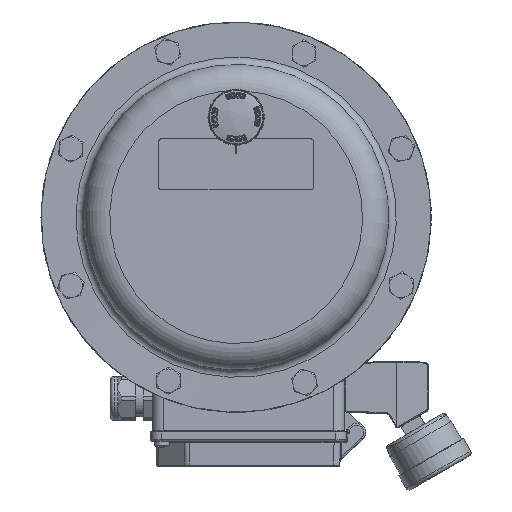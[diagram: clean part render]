
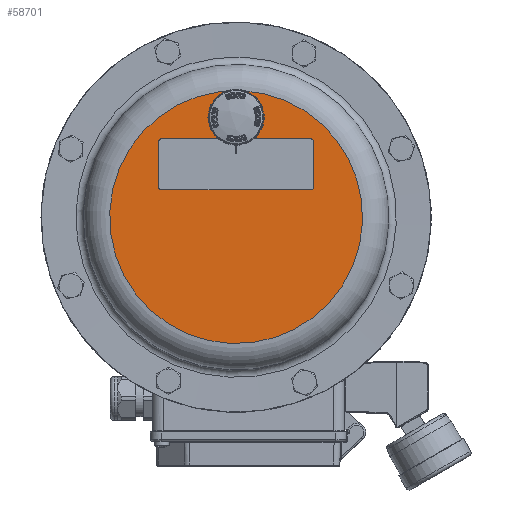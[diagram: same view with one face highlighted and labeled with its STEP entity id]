
A CAD part, top view. The second image highlights one B-rep face of the part: STEP entity #58701.
In plain terms, the highlighted planar face has unit normal (0, 0, 1).
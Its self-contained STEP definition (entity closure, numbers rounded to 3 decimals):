
#2447=FACE_BOUND('',#15847,.T.);
#2448=FACE_BOUND('',#15848,.T.);
#4755=LINE('',#116577,#8003);
#4759=LINE('',#116586,#8007);
#4762=LINE('',#116594,#8010);
#4765=LINE('',#116602,#8013);
#8003=VECTOR('',#75252,1000.);
#8007=VECTOR('',#75262,1000.);
#8010=VECTOR('',#75271,1000.);
#8013=VECTOR('',#75280,1000.);
#9857=PLANE('',#63614);
#12377=FACE_OUTER_BOUND('',#15846,.T.);
#15846=EDGE_LOOP('',(#47145));
#15847=EDGE_LOOP('',(#47146,#47147,#47148,#47149,#47150,#47151,#47152,#47153));
#15848=EDGE_LOOP('',(#47154,#47155));
#18514=CIRCLE('',#62898,10.35);
#18584=CIRCLE('',#62995,69.65);
#18837=CIRCLE('',#63556,1.);
#18838=CIRCLE('',#63559,1.);
#18839=CIRCLE('',#63562,1.);
#18840=CIRCLE('',#63565,1.);
#18841=CIRCLE('',#63615,10.35);
#24893=VERTEX_POINT('',#113231);
#24894=VERTEX_POINT('',#113232);
#24980=VERTEX_POINT('',#113816);
#25462=VERTEX_POINT('',#116575);
#25463=VERTEX_POINT('',#116576);
#25464=VERTEX_POINT('',#116581);
#25465=VERTEX_POINT('',#116585);
#25466=VERTEX_POINT('',#116589);
#25467=VERTEX_POINT('',#116593);
#25468=VERTEX_POINT('',#116597);
#25469=VERTEX_POINT('',#116601);
#31973=EDGE_CURVE('',#24893,#24894,#18514,.T.);
#32090=EDGE_CURVE('',#24980,#24980,#18584,.T.);
#32864=EDGE_CURVE('',#25462,#25463,#4755,.T.);
#32867=EDGE_CURVE('',#25463,#25464,#18837,.T.);
#32869=EDGE_CURVE('',#25464,#25465,#4759,.T.);
#32871=EDGE_CURVE('',#25465,#25466,#18838,.T.);
#32873=EDGE_CURVE('',#25466,#25467,#4762,.T.);
#32875=EDGE_CURVE('',#25467,#25468,#18839,.T.);
#32877=EDGE_CURVE('',#25468,#25469,#4765,.T.);
#32879=EDGE_CURVE('',#25469,#25462,#18840,.T.);
#32952=EDGE_CURVE('',#24894,#24893,#18841,.T.);
#47145=ORIENTED_EDGE('',*,*,#32090,.F.);
#47146=ORIENTED_EDGE('',*,*,#32879,.F.);
#47147=ORIENTED_EDGE('',*,*,#32877,.F.);
#47148=ORIENTED_EDGE('',*,*,#32875,.F.);
#47149=ORIENTED_EDGE('',*,*,#32873,.F.);
#47150=ORIENTED_EDGE('',*,*,#32871,.F.);
#47151=ORIENTED_EDGE('',*,*,#32869,.F.);
#47152=ORIENTED_EDGE('',*,*,#32867,.F.);
#47153=ORIENTED_EDGE('',*,*,#32864,.F.);
#47154=ORIENTED_EDGE('',*,*,#32952,.T.);
#47155=ORIENTED_EDGE('',*,*,#31973,.T.);
#58701=ADVANCED_FACE('',(#12377,#2447,#2448),#9857,.F.);
#62898=AXIS2_PLACEMENT_3D('',#113233,#73695,#73696);
#62995=AXIS2_PLACEMENT_3D('',#113818,#73915,#73916);
#63556=AXIS2_PLACEMENT_3D('',#116582,#75257,#75258);
#63559=AXIS2_PLACEMENT_3D('',#116590,#75266,#75267);
#63562=AXIS2_PLACEMENT_3D('',#116598,#75275,#75276);
#63565=AXIS2_PLACEMENT_3D('',#116605,#75284,#75285);
#63614=AXIS2_PLACEMENT_3D('',#116750,#75454,#75455);
#63615=AXIS2_PLACEMENT_3D('',#116751,#75456,#75457);
#73695=DIRECTION('center_axis',(0.,0.,
-1.));
#73696=DIRECTION('ref_axis',(-0.924,0.383,0.));
#73915=DIRECTION('center_axis',(0.,0.,
-1.));
#73916=DIRECTION('ref_axis',(-0.924,0.383,0.));
#75252=DIRECTION('',(0.,1.,0.));
#75257=DIRECTION('center_axis',(0.,0.,
1.));
#75258=DIRECTION('ref_axis',(0.,-1.,0.));
#75262=DIRECTION('',(-1.,0.,0.));
#75266=DIRECTION('center_axis',(0.,0.,
1.));
#75267=DIRECTION('ref_axis',(0.,-1.,0.));
#75271=DIRECTION('',(0.,-1.,0.));
#75275=DIRECTION('center_axis',(0.,0.,
1.));
#75276=DIRECTION('ref_axis',(0.,-1.,0.));
#75280=DIRECTION('',(1.,0.,0.));
#75284=DIRECTION('center_axis',(0.,0.,
1.));
#75285=DIRECTION('ref_axis',(0.,-1.,0.));
#75454=DIRECTION('center_axis',(0.,0.,
-1.));
#75455=DIRECTION('ref_axis',(-0.924,0.383,0.));
#75456=DIRECTION('center_axis',(0.,0.,
-1.));
#75457=DIRECTION('ref_axis',(-0.924,0.383,0.));
#113231=CARTESIAN_POINT('',(0.,65.35,300.));
#113232=CARTESIAN_POINT('',(0.,44.65,300.));
#113233=CARTESIAN_POINT('Origin',(0.,55.,
300.));
#113816=CARTESIAN_POINT('',(64.348,-26.654,300.));
#113818=CARTESIAN_POINT('Origin',(0.,0.,
300.));
#116575=CARTESIAN_POINT('',(42.5,16.,300.));
#116576=CARTESIAN_POINT('',(42.5,42.,300.));
#116577=CARTESIAN_POINT('',(42.5,16.,300.));
#116581=CARTESIAN_POINT('',(41.5,43.,300.));
#116582=CARTESIAN_POINT('Origin',(41.5,42.,300.));
#116585=CARTESIAN_POINT('',(-41.5,43.,300.));
#116586=CARTESIAN_POINT('',(41.5,43.,300.));
#116589=CARTESIAN_POINT('',(-42.5,42.,300.));
#116590=CARTESIAN_POINT('Origin',(-41.5,42.,300.));
#116593=CARTESIAN_POINT('',(-42.5,16.,300.));
#116594=CARTESIAN_POINT('',(-42.5,16.,300.));
#116597=CARTESIAN_POINT('',(-41.5,15.,300.));
#116598=CARTESIAN_POINT('Origin',(-41.5,16.,300.));
#116601=CARTESIAN_POINT('',(41.5,15.,300.));
#116602=CARTESIAN_POINT('',(41.5,15.,300.));
#116605=CARTESIAN_POINT('Origin',(41.5,16.,300.));
#116750=CARTESIAN_POINT('Origin',(0.,0.,
300.));
#116751=CARTESIAN_POINT('Origin',(0.,55.,
300.));
